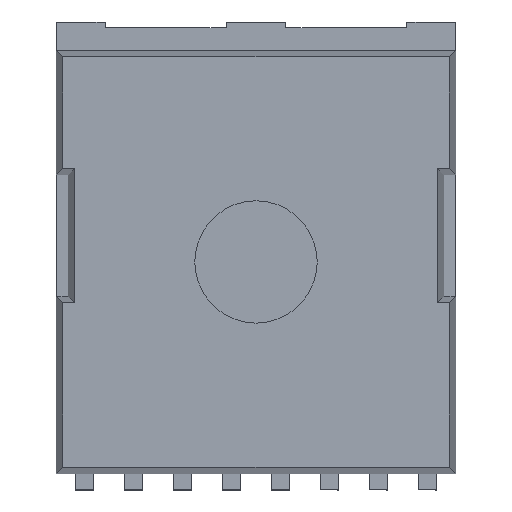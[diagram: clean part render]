
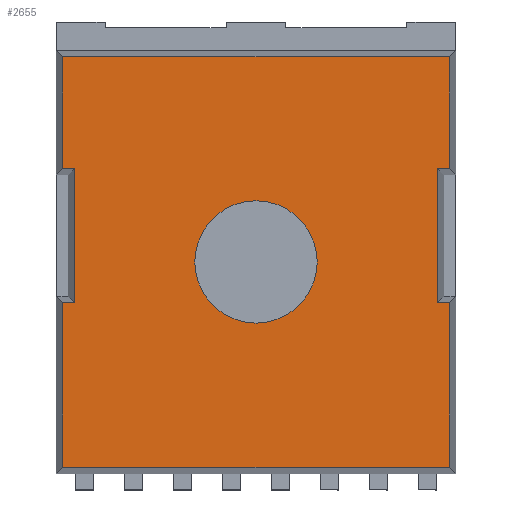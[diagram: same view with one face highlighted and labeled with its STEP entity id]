
A CAD part, top view. The second image highlights one B-rep face of the part: STEP entity #2655.
In plain terms, the highlighted planar face has unit normal (0, 0, 1).
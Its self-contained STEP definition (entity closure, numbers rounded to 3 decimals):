
#15=CIRCLE('',#2766,1.5);
#25=ORIENTED_EDGE('',*,*,#587,.T.);
#26=ORIENTED_EDGE('',*,*,#580,.T.);
#27=ORIENTED_EDGE('',*,*,#588,.T.);
#28=ORIENTED_EDGE('',*,*,#589,.T.);
#29=ORIENTED_EDGE('',*,*,#590,.T.);
#30=ORIENTED_EDGE('',*,*,#584,.T.);
#31=ORIENTED_EDGE('',*,*,#591,.T.);
#32=ORIENTED_EDGE('',*,*,#592,.T.);
#33=ORIENTED_EDGE('',*,*,#593,.F.);
#34=ORIENTED_EDGE('',*,*,#594,.F.);
#35=ORIENTED_EDGE('',*,*,#595,.F.);
#36=ORIENTED_EDGE('',*,*,#596,.T.);
#37=ORIENTED_EDGE('',*,*,#597,.T.);
#580=EDGE_CURVE('',#862,#860,#1041,.F.);
#584=EDGE_CURVE('',#866,#865,#1045,.F.);
#587=EDGE_CURVE('',#868,#868,#15,.T.);
#588=EDGE_CURVE('',#860,#869,#1048,.F.);
#589=EDGE_CURVE('',#869,#870,#1049,.F.);
#590=EDGE_CURVE('',#870,#866,#1050,.F.);
#591=EDGE_CURVE('',#865,#871,#1051,.F.);
#592=EDGE_CURVE('',#871,#872,#1052,.F.);
#593=EDGE_CURVE('',#873,#872,#1053,.T.);
#594=EDGE_CURVE('',#874,#873,#1054,.T.);
#595=EDGE_CURVE('',#875,#874,#1055,.T.);
#596=EDGE_CURVE('',#875,#876,#1056,.F.);
#597=EDGE_CURVE('',#876,#862,#1057,.F.);
#860=VERTEX_POINT('',#3372);
#862=VERTEX_POINT('',#3375);
#865=VERTEX_POINT('',#3381);
#866=VERTEX_POINT('',#3383);
#868=VERTEX_POINT('',#3389);
#869=VERTEX_POINT('',#3391);
#870=VERTEX_POINT('',#3393);
#871=VERTEX_POINT('',#3396);
#872=VERTEX_POINT('',#3398);
#873=VERTEX_POINT('',#3400);
#874=VERTEX_POINT('',#3402);
#875=VERTEX_POINT('',#3404);
#876=VERTEX_POINT('',#3406);
#1041=LINE('',#3374,#1320);
#1045=LINE('',#3382,#1324);
#1048=LINE('',#3390,#1327);
#1049=LINE('',#3392,#1328);
#1050=LINE('',#3394,#1329);
#1051=LINE('',#3395,#1330);
#1052=LINE('',#3397,#1331);
#1053=LINE('',#3399,#1332);
#1054=LINE('',#3401,#1333);
#1055=LINE('',#3403,#1334);
#1056=LINE('',#3405,#1335);
#1057=LINE('',#3407,#1336);
#1320=VECTOR('',#2877,1000.);
#1324=VECTOR('',#2881,1000.);
#1327=VECTOR('',#2888,1000.);
#1328=VECTOR('',#2889,1000.);
#1329=VECTOR('',#2890,1000.);
#1330=VECTOR('',#2891,1000.);
#1331=VECTOR('',#2892,1000.);
#1332=VECTOR('',#2893,1000.);
#1333=VECTOR('',#2894,1000.);
#1334=VECTOR('',#2895,1000.);
#1335=VECTOR('',#2896,1000.);
#1336=VECTOR('',#2897,1000.);
#1599=EDGE_LOOP('',(#25));
#1600=EDGE_LOOP('',(#26,#27,#28,#29,#30,#31,#32,#33,#34,#35,#36,#37));
#1706=FACE_BOUND('',#1599,.T.);
#1707=FACE_BOUND('',#1600,.T.);
#1813=PLANE('',#2765);
#2655=ADVANCED_FACE('',(#1706,#1707),#1813,.T.);
#2765=AXIS2_PLACEMENT_3D('',#3387,#2884,#2885);
#2766=AXIS2_PLACEMENT_3D('',#3388,#2886,#2887);
#2877=DIRECTION('',(0.,1.,0.));
#2881=DIRECTION('',(0.,1.,0.));
#2884=DIRECTION('',(0.,0.,1.));
#2885=DIRECTION('',(1.,0.,0.));
#2886=DIRECTION('',(0.,0.,-1.));
#2887=DIRECTION('',(1.,0.,0.));
#2888=DIRECTION('',(-1.,0.,0.));
#2889=DIRECTION('',(0.,1.,0.));
#2890=DIRECTION('',(1.,0.,0.));
#2891=DIRECTION('',(-1.,0.,0.));
#2892=DIRECTION('',(0.,-1.,0.));
#2893=DIRECTION('',(1.,0.,0.));
#2894=DIRECTION('',(0.,-1.,0.));
#2895=DIRECTION('',(-1.,0.,0.));
#2896=DIRECTION('',(0.,-1.,0.));
#2897=DIRECTION('',(1.,0.,0.));
#3372=CARTESIAN_POINT('',(-4.743,2.295,2.3));
#3374=CARTESIAN_POINT('',(-4.743,0.,2.3));
#3375=CARTESIAN_POINT('',(-4.743,5.028,2.3));
#3381=CARTESIAN_POINT('',(-4.743,-5.028,2.3));
#3382=CARTESIAN_POINT('',(-4.743,0.,2.3));
#3383=CARTESIAN_POINT('',(-4.743,-1.005,2.3));
#3387=CARTESIAN_POINT('',(0.,0.,2.3));
#3388=CARTESIAN_POINT('',(0.,0.,2.3));
#3389=CARTESIAN_POINT('',(1.5,0.,2.3));
#3390=CARTESIAN_POINT('',(0.,2.295,2.3));
#3391=CARTESIAN_POINT('',(-4.443,2.295,2.3));
#3392=CARTESIAN_POINT('',(-4.443,0.,2.3));
#3393=CARTESIAN_POINT('',(-4.443,-1.005,2.3));
#3394=CARTESIAN_POINT('',(0.,-1.005,2.3));
#3395=CARTESIAN_POINT('',(0.,-5.028,2.3));
#3396=CARTESIAN_POINT('',(4.743,-5.028,2.3));
#3397=CARTESIAN_POINT('',(4.743,0.,2.3));
#3398=CARTESIAN_POINT('',(4.743,-1.005,2.3));
#3399=CARTESIAN_POINT('',(0.,-1.005,2.3));
#3400=CARTESIAN_POINT('',(4.443,-1.005,2.3));
#3401=CARTESIAN_POINT('',(4.443,0.,2.3));
#3402=CARTESIAN_POINT('',(4.443,2.295,2.3));
#3403=CARTESIAN_POINT('',(0.,2.295,2.3));
#3404=CARTESIAN_POINT('',(4.743,2.295,2.3));
#3405=CARTESIAN_POINT('',(4.743,0.,2.3));
#3406=CARTESIAN_POINT('',(4.743,5.028,2.3));
#3407=CARTESIAN_POINT('',(0.,5.028,2.3));
